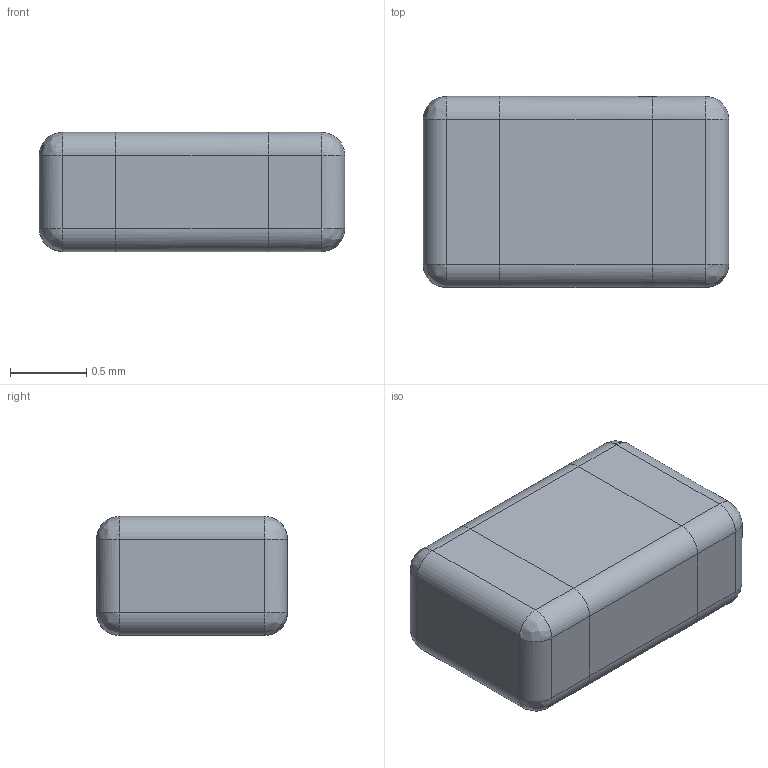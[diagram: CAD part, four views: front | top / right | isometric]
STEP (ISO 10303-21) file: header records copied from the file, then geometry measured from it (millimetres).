
FILE_DESCRIPTION(/* description */ (''),/* implementation_level */ '2;1');
FILE_NAME(/* name */ 'CAP0805',/* time_stamp */ '2010-04-17T15:17:27+02:00',/* author */ (''),/* organization */ (''),/* preprocessor_version */ 'ST-DEVELOPER v10',/* originating_system */ '',/* authorisation */ '');
FILE_SCHEMA (('AUTOMOTIVE_DESIGN'));
Length unit declared in the file: millimetre
Products named in the file (1): 1
Bounding box: 2 x 1.25 x 0.78 mm (x, y, z)
Volume: 0 mm3; surface area: 9.2 mm2
Topology: 3 solids, 104 shells, 119 faces, 506 edges, 466 vertices
Faces by surface type: bspline 119
Entity records: 7674 total; most frequent: CARTESIAN_POINT 4247, ORIENTED_EDGE 506, EDGE_CURVE 482, VERTEX_POINT 466, B_SPLINE_CURVE_WITH_KNOTS 462, EDGE_LOOP 127, ADVANCED_FACE 119, FACE_OUTER_BOUND 119
